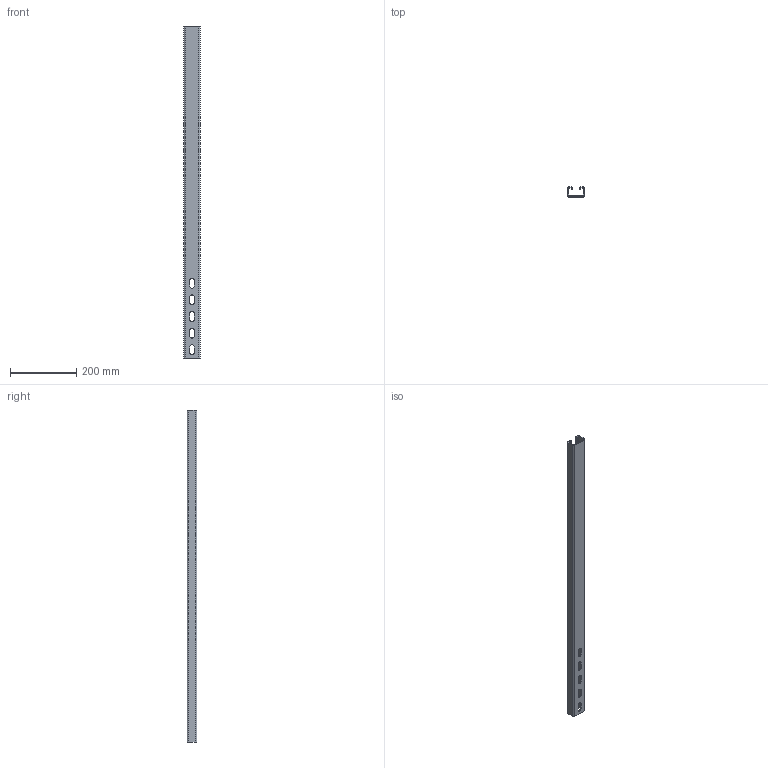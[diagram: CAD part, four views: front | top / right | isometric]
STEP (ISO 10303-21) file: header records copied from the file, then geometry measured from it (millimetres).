
FILE_DESCRIPTION (( 'STEP AP214' ), '1' );
FILE_NAME ('1121448.STEP', '2026-01-30T12:53:43', ( '' ), ( '' ), 'SwSTEP 2.0', 'SolidWorks 2024', '' );
FILE_SCHEMA (( 'AUTOMOTIVE_DESIGN' ));
Length unit declared in the file: millimetre
Products named in the file (1): 1121448
Bounding box: 50 x 30 x 1000 mm (x, y, z)
Volume: 374804.6 mm3; surface area: 257752.6 mm2
Topology: 1 solids, 1 shells, 74 faces, 168 edges, 96 vertices
Faces by surface type: plane 52, cylinder 22
Entity records: 2055 total; most frequent: DIRECTION 362, CARTESIAN_POINT 339, ORIENTED_EDGE 336, EDGE_CURVE 168, LINE 124, VECTOR 124, AXIS2_PLACEMENT_3D 119, VERTEX_POINT 96
